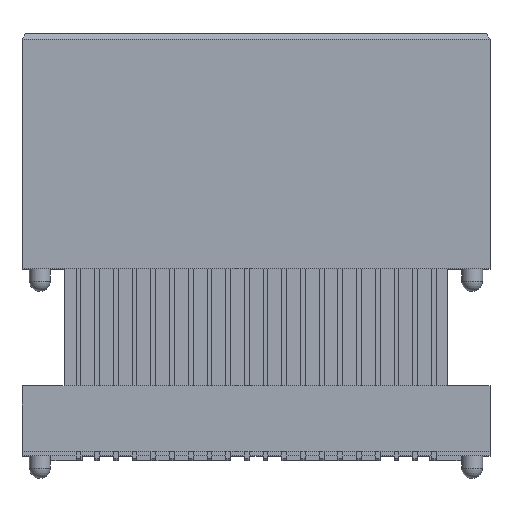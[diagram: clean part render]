
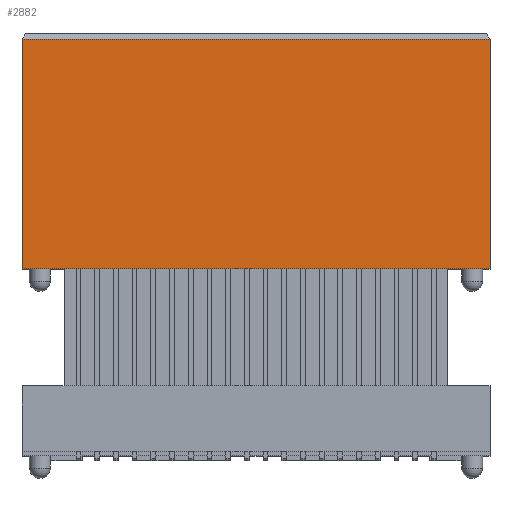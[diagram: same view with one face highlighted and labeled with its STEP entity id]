
A CAD part, top view. The second image highlights one B-rep face of the part: STEP entity #2882.
In plain terms, the highlighted planar face has unit normal (0, 0, 1).
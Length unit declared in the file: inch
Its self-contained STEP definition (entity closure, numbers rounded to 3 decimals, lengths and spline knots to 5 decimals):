
#2882 = ADVANCED_FACE( '', ( #5866 ), #5867, .F. );
#5866 = FACE_OUTER_BOUND( '', #8966, .T. );
#5867 = PLANE( '', #8967 );
#8966 = EDGE_LOOP( '', ( #18228, #18229, #18230, #18231 ) );
#8967 = AXIS2_PLACEMENT_3D( '', #18232, #18233, #18234 );
#18228 = ORIENTED_EDGE( '', *, *, #22755, .F. );
#18229 = ORIENTED_EDGE( '', *, *, #21503, .F. );
#18230 = ORIENTED_EDGE( '', *, *, #21154, .F. );
#18231 = ORIENTED_EDGE( '', *, *, #19591, .T. );
#18232 = CARTESIAN_POINT( '', ( -0.394, 0.701, 0.1175 ) );
#18233 = DIRECTION( '', ( 0., 0., -1. ) );
#18234 = DIRECTION( '', ( -1., 0., 0. ) );
#19591 = EDGE_CURVE( '', #23682, #23679, #23683, .T. );
#21154 = EDGE_CURVE( '', #23682, #26371, #26372, .T. );
#21503 = EDGE_CURVE( '', #26371, #26925, #26929, .T. );
#22755 = EDGE_CURVE( '', #26925, #23679, #28698, .T. );
#23679 = VERTEX_POINT( '', #29777 );
#23682 = VERTEX_POINT( '', #29781 );
#23683 = LINE( '', #29782, #29783 );
#26371 = VERTEX_POINT( '', #33689 );
#26372 = LINE( '', #33690, #33691 );
#26925 = VERTEX_POINT( '', #34497 );
#26929 = LINE( '', #34504, #34505 );
#28698 = LINE( '', #37206, #37207 );
#29777 = CARTESIAN_POINT( '', ( -0.394, 0.3148, 0.1175 ) );
#29781 = CARTESIAN_POINT( '', ( -0.394, 0.701, 0.1175 ) );
#29782 = CARTESIAN_POINT( '', ( -0.394, 0.701, 0.1175 ) );
#29783 = VECTOR( '', #38584, 39.37008 );
#33689 = CARTESIAN_POINT( '', ( 0.394, 0.701, 0.1175 ) );
#33690 = CARTESIAN_POINT( '', ( -0.394, 0.701, 0.1175 ) );
#33691 = VECTOR( '', #40028, 39.37008 );
#34497 = CARTESIAN_POINT( '', ( 0.394, 0.3148, 0.1175 ) );
#34504 = CARTESIAN_POINT( '', ( 0.394, 0.701, 0.1175 ) );
#34505 = VECTOR( '', #40366, 39.37008 );
#37206 = CARTESIAN_POINT( '', ( -0.394, 0.3148, 0.1175 ) );
#37207 = VECTOR( '', #41431, 39.37008 );
#38584 = DIRECTION( '', ( 0., -1., 0. ) );
#40028 = DIRECTION( '', ( 1., 0., 0. ) );
#40366 = DIRECTION( '', ( 0., -1., 0. ) );
#41431 = DIRECTION( '', ( -1., 0., 0. ) );
